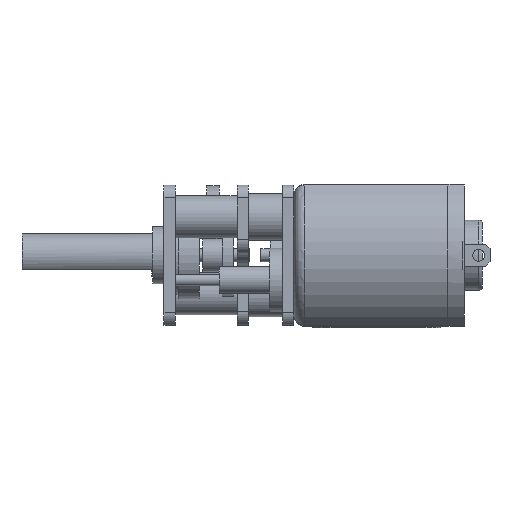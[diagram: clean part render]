
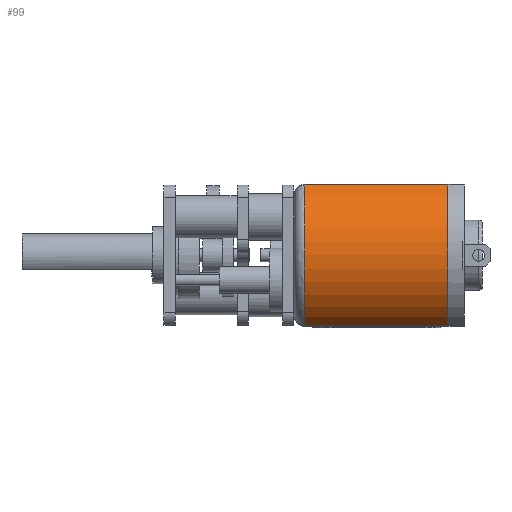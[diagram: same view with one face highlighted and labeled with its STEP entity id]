
A CAD part, front view. The second image highlights one B-rep face of the part: STEP entity #99.
In plain terms, the highlighted cylindrical face has radius 6 mm (diameter 12 mm), a partial arc.
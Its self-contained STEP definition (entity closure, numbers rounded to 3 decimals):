
#35 = EDGE_CURVE ( 'NONE', #1005, #9498, #5388, .T. ) ;
#99 = ADVANCED_FACE ( 'NONE', ( #6289 ), #941, .T. ) ;
#402 = ORIENTED_EDGE ( 'NONE', *, *, #10034, .T. ) ;
#792 = EDGE_LOOP ( 'NONE', ( #6244, #10333, #402, #3110 ) ) ;
#941 = CYLINDRICAL_SURFACE ( 'NONE', #4326, 6. ) ;
#1005 = VERTEX_POINT ( 'NONE', #7398 ) ;
#1195 = DIRECTION ( 'NONE',  ( -1., 0., 0. ) ) ;
#1257 = CARTESIAN_POINT ( 'NONE',  ( 0.762, -3.382, 4.956 ) ) ;
#1441 = VECTOR ( 'NONE', #6520, 1000. ) ;
#2122 = DIRECTION ( 'NONE',  ( 0., 0., -1. ) ) ;
#3110 = ORIENTED_EDGE ( 'NONE', *, *, #9715, .T. ) ;
#3217 = VECTOR ( 'NONE', #9541, 1000. ) ;
#3505 = VERTEX_POINT ( 'NONE', #7271 ) ;
#3625 = DIRECTION ( 'NONE',  ( 0., 0., 1. ) ) ;
#3777 = CARTESIAN_POINT ( 'NONE',  ( 10.84, 0., 0. ) ) ;
#4326 = AXIS2_PLACEMENT_3D ( 'NONE', #8127, #1195, #6079 ) ;
#4470 = VERTEX_POINT ( 'NONE', #7988 ) ;
#4662 = AXIS2_PLACEMENT_3D ( 'NONE', #3777, #6971, #2122 ) ;
#5317 = DIRECTION ( 'NONE',  ( 1., 0., 0. ) ) ;
#5388 = LINE ( 'NONE', #7945, #3217 ) ;
#5598 = CARTESIAN_POINT ( 'NONE',  ( 12., -3.382, -4.956 ) ) ;
#6079 = DIRECTION ( 'NONE',  ( 0., 0., 1. ) ) ;
#6244 = ORIENTED_EDGE ( 'NONE', *, *, #8117, .F. ) ;
#6289 = FACE_OUTER_BOUND ( 'NONE', #792, .T. ) ;
#6520 = DIRECTION ( 'NONE',  ( 1., 0., 0. ) ) ;
#6971 = DIRECTION ( 'NONE',  ( 1., 0., 0. ) ) ;
#7271 = CARTESIAN_POINT ( 'NONE',  ( 0.762, -3.382, -4.956 ) ) ;
#7398 = CARTESIAN_POINT ( 'NONE',  ( 10.84, -3.382, 4.956 ) ) ;
#7945 = CARTESIAN_POINT ( 'NONE',  ( 12., -3.382, 4.956 ) ) ;
#7988 = CARTESIAN_POINT ( 'NONE',  ( 10.84, -3.382, -4.956 ) ) ;
#8117 = EDGE_CURVE ( 'NONE', #1005, #4470, #8254, .T. ) ;
#8127 = CARTESIAN_POINT ( 'NONE',  ( 12., 0., 0. ) ) ;
#8254 = CIRCLE ( 'NONE', #4662, 6. ) ;
#9040 = CIRCLE ( 'NONE', #10139, 6. ) ;
#9290 = LINE ( 'NONE', #5598, #1441 ) ;
#9498 = VERTEX_POINT ( 'NONE', #1257 ) ;
#9541 = DIRECTION ( 'NONE',  ( -1., 0., 0. ) ) ;
#9715 = EDGE_CURVE ( 'NONE', #3505, #4470, #9290, .T. ) ;
#10034 = EDGE_CURVE ( 'NONE', #9498, #3505, #9040, .T. ) ;
#10109 = CARTESIAN_POINT ( 'NONE',  ( 0.762, 0., 0. ) ) ;
#10139 = AXIS2_PLACEMENT_3D ( 'NONE', #10109, #5317, #3625 ) ;
#10333 = ORIENTED_EDGE ( 'NONE', *, *, #35, .T. ) ;
